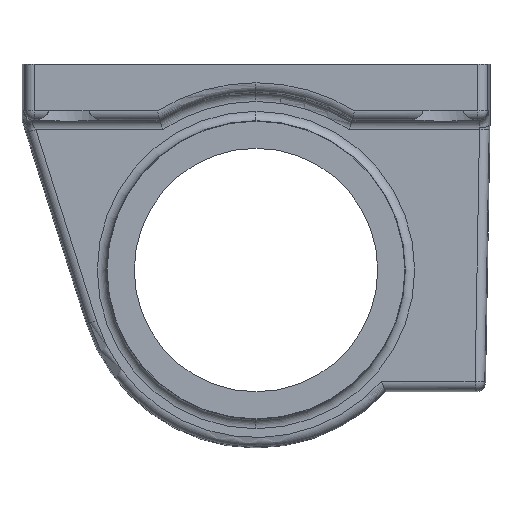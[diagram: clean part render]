
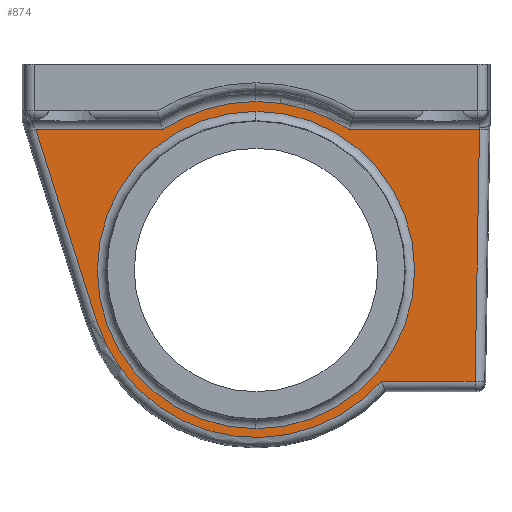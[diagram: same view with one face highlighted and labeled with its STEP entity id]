
A CAD part, front view. The second image highlights one B-rep face of the part: STEP entity #874.
In plain terms, the highlighted planar face has unit normal (0, -1, 0).
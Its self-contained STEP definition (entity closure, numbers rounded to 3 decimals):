
#66 = DIRECTION ( 'NONE',  ( 0., 1., 0. ) ) ;
#73 = CIRCLE ( 'NONE', #3371, 18. ) ;
#77 = AXIS2_PLACEMENT_3D ( 'NONE', #3183, #66, #3467 ) ;
#115 = VERTEX_POINT ( 'NONE', #1173 ) ;
#171 = DIRECTION ( 'NONE',  ( 0.302, 0., -0.953 ) ) ;
#220 = CARTESIAN_POINT ( 'NONE',  ( -17.051, -7.5, -25.902 ) ) ;
#224 = CARTESIAN_POINT ( 'NONE',  ( 23.869, -7.5, -5.5 ) ) ;
#227 = DIRECTION ( 'NONE',  ( 0., 1., 0. ) ) ;
#239 = CIRCLE ( 'NONE', #3076, 16.948 ) ;
#275 = CARTESIAN_POINT ( 'NONE',  ( 0., -7.5, -37.448 ) ) ;
#314 = VECTOR ( 'NONE', #354, 1000. ) ;
#354 = DIRECTION ( 'NONE',  ( -1., 0., 0. ) ) ;
#381 = DIRECTION ( 'NONE',  ( 0., -1., 0. ) ) ;
#426 = CARTESIAN_POINT ( 'NONE',  ( 0., -7.5, -20.5 ) ) ;
#461 = VERTEX_POINT ( 'NONE', #224 ) ;
#543 = CIRCLE ( 'NONE', #77, 16.948 ) ;
#590 = CIRCLE ( 'NONE', #856, 18. ) ;
#693 = LINE ( 'NONE', #1254, #2224 ) ;
#705 = CARTESIAN_POINT ( 'NONE',  ( 23.877, -7.5, -5.055 ) ) ;
#764 = DIRECTION ( 'NONE',  ( 0., -1., 0. ) ) ;
#832 = PLANE ( 'NONE',  #1522 ) ;
#856 = AXIS2_PLACEMENT_3D ( 'NONE', #1205, #3945, #3717 ) ;
#874 = ADVANCED_FACE ( 'NONE', ( #4016, #1806 ), #832, .F. ) ;
#883 = EDGE_CURVE ( 'NONE', #1110, #3031, #3384, .T. ) ;
#1004 = EDGE_CURVE ( 'NONE', #3031, #461, #1635, .T. ) ;
#1070 = CIRCLE ( 'NONE', #1535, 17.886 ) ;
#1110 = VERTEX_POINT ( 'NONE', #3565 ) ;
#1173 = CARTESIAN_POINT ( 'NONE',  ( -9.95, -7.5, -5.5 ) ) ;
#1205 = CARTESIAN_POINT ( 'NONE',  ( 0., -7.5, -20.5 ) ) ;
#1254 = CARTESIAN_POINT ( 'NONE',  ( 10.247, -7.5, -5.5 ) ) ;
#1292 = ORIENTED_EDGE ( 'NONE', *, *, #3236, .T. ) ;
#1325 = ORIENTED_EDGE ( 'NONE', *, *, #1982, .T. ) ;
#1463 = VERTEX_POINT ( 'NONE', #3507 ) ;
#1464 = VECTOR ( 'NONE', #1597, 1000. ) ;
#1522 = AXIS2_PLACEMENT_3D ( 'NONE', #1552, #227, #3337 ) ;
#1535 = AXIS2_PLACEMENT_3D ( 'NONE', #3582, #764, #3317 ) ;
#1541 = ORIENTED_EDGE ( 'NONE', *, *, #2627, .T. ) ;
#1552 = CARTESIAN_POINT ( 'NONE',  ( 0., -7.5, -20.5 ) ) ;
#1597 = DIRECTION ( 'NONE',  ( 0.017, 0., 1. ) ) ;
#1635 = LINE ( 'NONE', #705, #1464 ) ;
#1641 = LINE ( 'NONE', #3184, #314 ) ;
#1696 = ORIENTED_EDGE ( 'NONE', *, *, #3557, .T. ) ;
#1718 = VERTEX_POINT ( 'NONE', #2695 ) ;
#1806 = FACE_BOUND ( 'NONE', #3279, .T. ) ;
#1828 = CARTESIAN_POINT ( 'NONE',  ( 9.95, -7.5, -5.5 ) ) ;
#1937 = ORIENTED_EDGE ( 'NONE', *, *, #883, .T. ) ;
#1982 = EDGE_CURVE ( 'NONE', #3842, #1463, #73, .T. ) ;
#2077 = VERTEX_POINT ( 'NONE', #3665 ) ;
#2168 = EDGE_CURVE ( 'NONE', #2077, #3791, #543, .T. ) ;
#2224 = VECTOR ( 'NONE', #2858, 1000. ) ;
#2355 = EDGE_CURVE ( 'NONE', #2421, #1110, #1070, .T. ) ;
#2411 = ORIENTED_EDGE ( 'NONE', *, *, #2590, .T. ) ;
#2421 = VERTEX_POINT ( 'NONE', #220 ) ;
#2436 = DIRECTION ( 'NONE',  ( 1., 0., 0. ) ) ;
#2590 = EDGE_CURVE ( 'NONE', #1463, #115, #590, .T. ) ;
#2627 = EDGE_CURVE ( 'NONE', #1718, #2421, #3307, .T. ) ;
#2633 = DIRECTION ( 'NONE',  ( 0., 1., 0. ) ) ;
#2645 = ORIENTED_EDGE ( 'NONE', *, *, #2355, .T. ) ;
#2691 = ORIENTED_EDGE ( 'NONE', *, *, #2168, .T. ) ;
#2695 = CARTESIAN_POINT ( 'NONE',  ( -23.515, -7.5, -5.5 ) ) ;
#2858 = DIRECTION ( 'NONE',  ( -1., 0., 0. ) ) ;
#2997 = CARTESIAN_POINT ( 'NONE',  ( -17.051, -7.5, -25.902 ) ) ;
#3031 = VERTEX_POINT ( 'NONE', #4051 ) ;
#3076 = AXIS2_PLACEMENT_3D ( 'NONE', #426, #2633, #3891 ) ;
#3150 = ORIENTED_EDGE ( 'NONE', *, *, #1004, .T. ) ;
#3183 = CARTESIAN_POINT ( 'NONE',  ( 0., -7.5, -20.5 ) ) ;
#3184 = CARTESIAN_POINT ( 'NONE',  ( -24.859, -7.5, -5.5 ) ) ;
#3212 = CARTESIAN_POINT ( 'NONE',  ( 0., -7.5, -20.5 ) ) ;
#3236 = EDGE_CURVE ( 'NONE', #3791, #2077, #239, .T. ) ;
#3279 = EDGE_LOOP ( 'NONE', ( #2691, #1292 ) ) ;
#3307 = LINE ( 'NONE', #2997, #4001 ) ;
#3317 = DIRECTION ( 'NONE',  ( 0., 0., 1. ) ) ;
#3337 = DIRECTION ( 'NONE',  ( 0., 0., 1. ) ) ;
#3344 = ORIENTED_EDGE ( 'NONE', *, *, #4033, .T. ) ;
#3364 = VECTOR ( 'NONE', #2436, 1000. ) ;
#3371 = AXIS2_PLACEMENT_3D ( 'NONE', #3212, #381, #4071 ) ;
#3384 = LINE ( 'NONE', #3728, #3364 ) ;
#3467 = DIRECTION ( 'NONE',  ( 0., 0., 1. ) ) ;
#3507 = CARTESIAN_POINT ( 'NONE',  ( 0., -7.5, -2.5 ) ) ;
#3557 = EDGE_CURVE ( 'NONE', #461, #3842, #693, .T. ) ;
#3565 = CARTESIAN_POINT ( 'NONE',  ( 13.366, -7.5, -32.386 ) ) ;
#3582 = CARTESIAN_POINT ( 'NONE',  ( 0., -7.5, -20.5 ) ) ;
#3665 = CARTESIAN_POINT ( 'NONE',  ( 0., -7.5, -3.552 ) ) ;
#3717 = DIRECTION ( 'NONE',  ( 0., 0., 1. ) ) ;
#3728 = CARTESIAN_POINT ( 'NONE',  ( 24.365, -7.5, -32.386 ) ) ;
#3791 = VERTEX_POINT ( 'NONE', #275 ) ;
#3842 = VERTEX_POINT ( 'NONE', #1828 ) ;
#3891 = DIRECTION ( 'NONE',  ( 0., 0., 1. ) ) ;
#3945 = DIRECTION ( 'NONE',  ( 0., -1., 0. ) ) ;
#4001 = VECTOR ( 'NONE', #171, 1000. ) ;
#4016 = FACE_OUTER_BOUND ( 'NONE', #4072, .T. ) ;
#4033 = EDGE_CURVE ( 'NONE', #115, #1718, #1641, .T. ) ;
#4051 = CARTESIAN_POINT ( 'NONE',  ( 23.399, -7.5, -32.386 ) ) ;
#4071 = DIRECTION ( 'NONE',  ( 0., 0., 1. ) ) ;
#4072 = EDGE_LOOP ( 'NONE', ( #1325, #2411, #3344, #1541, #2645, #1937, #3150, #1696 ) ) ;
